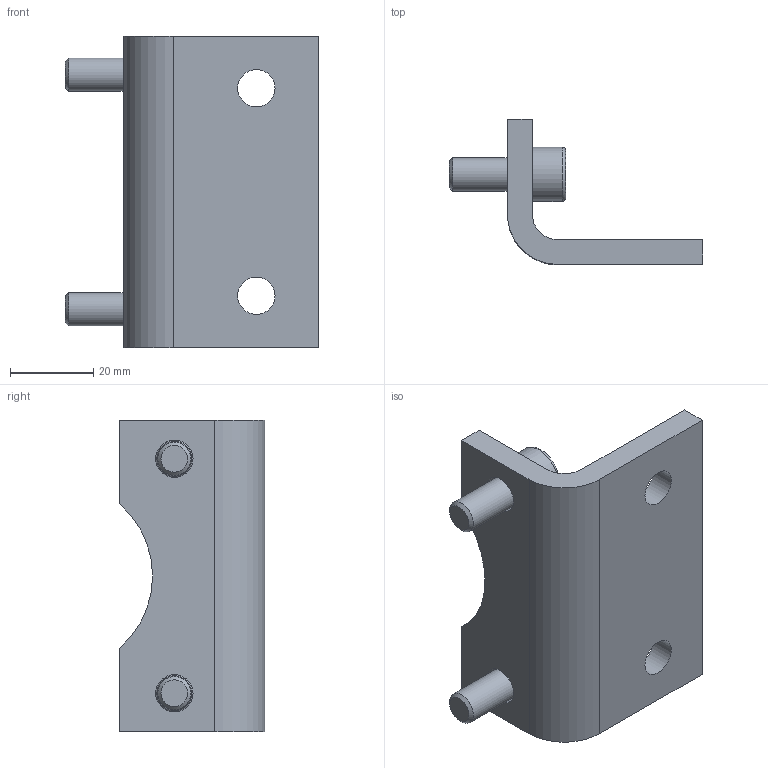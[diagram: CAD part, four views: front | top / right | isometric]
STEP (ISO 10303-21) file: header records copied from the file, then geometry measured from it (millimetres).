
FILE_DESCRIPTION(/* description */ ('Alibre Inc.'),/* implementation_level */ '2;1');
FILE_NAME(/* name */ 'export-44D2A4E2-DA56-478B-911B-DE961053A60D',/* time_stamp */ '2024-05-13T14:42:14+02:00',/* author */ (''),/* organization */ (''),/* preprocessor_version */ 'ST-DEVELOPER v17',/* originating_system */ 'Alibre',/* authorisation */ '');
FILE_SCHEMA (('AUTOMOTIVE_DESIGN'));
Length unit declared in the file: millimetre
Products named in the file (3): W0950632001-15_; Cylinder head screw DIN 912 M8x20; W0950632001-63
Bounding box: 61 x 35 x 75 mm (x, y, z)
Volume: 33607.7 mm3; surface area: 14687 mm2
Topology: 3 solids, 3 shells, 64 faces, 162 edges, 106 vertices
Faces by surface type: plane 39, cylinder 11, cone 8, torus 6
Full cylindrical faces by diameter (mm): 8 x2, 9 x4, 13 x2
Entity records: 1282 total; most frequent: CARTESIAN_POINT 234, ORIENTED_EDGE 210, DIRECTION 187, EDGE_CURVE 105, AXIS2_PLACEMENT_3D 81, VERTEX_POINT 71, VECTOR 52, LINE 52
